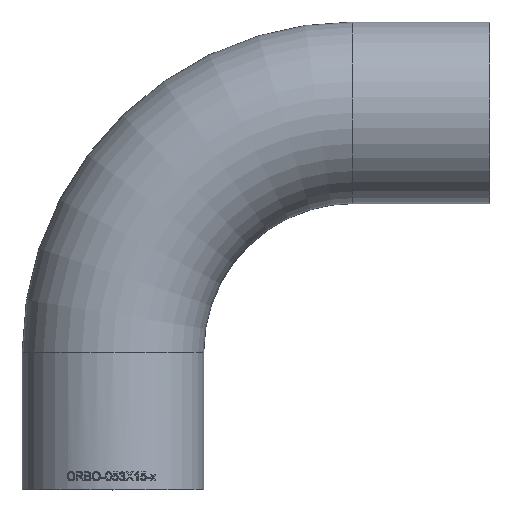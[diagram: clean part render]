
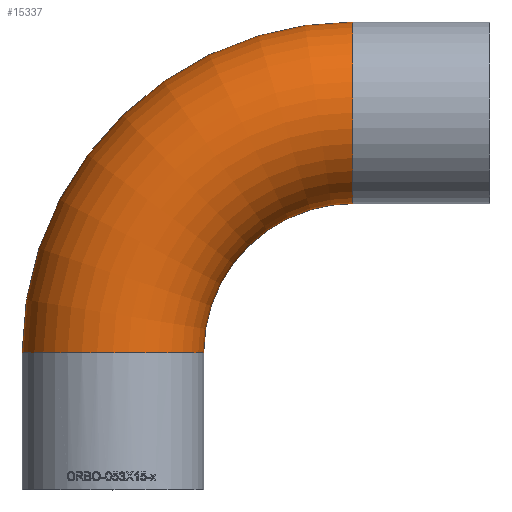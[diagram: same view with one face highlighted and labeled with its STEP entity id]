
A CAD part, top view. The second image highlights one B-rep face of the part: STEP entity #15337.
In plain terms, the highlighted toroidal (fillet/blend) face has major radius 70 mm and minor radius 26.5 mm.
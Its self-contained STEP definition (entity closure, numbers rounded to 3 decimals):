
#604 = DIRECTION ( 'NONE',  ( -1., 0., 0. ) ) ;
#689 = CARTESIAN_POINT ( 'NONE',  ( -70., 40., 0. ) ) ;
#854 = EDGE_LOOP ( 'NONE', ( #6396 ) ) ;
#3660 = FACE_OUTER_BOUND ( 'NONE', #854, .T. ) ;
#3845 = AXIS2_PLACEMENT_3D ( 'NONE', #689, #13461, #19788 ) ;
#4124 = EDGE_CURVE ( 'NONE', #15109, #15109, #8392, .T. ) ;
#4226 = FACE_OUTER_BOUND ( 'NONE', #15905, .T. ) ;
#4372 = DIRECTION ( 'NONE',  ( 0., 0., 1. ) ) ;
#6396 = ORIENTED_EDGE ( 'NONE', *, *, #12501, .T. ) ;
#8392 = CIRCLE ( 'NONE', #16357, 26.5 ) ;
#8994 = CARTESIAN_POINT ( 'NONE',  ( 0., 110., 0. ) ) ;
#9949 = VERTEX_POINT ( 'NONE', #10346 ) ;
#10069 = DIRECTION ( 'NONE',  ( 0., 0., -1. ) ) ;
#10346 = CARTESIAN_POINT ( 'NONE',  ( -70., 40., 26.5 ) ) ;
#10930 = AXIS2_PLACEMENT_3D ( 'NONE', #11129, #10069, #604 ) ;
#11129 = CARTESIAN_POINT ( 'NONE',  ( 0., 40., 0. ) ) ;
#11223 = CIRCLE ( 'NONE', #3845, 26.5 ) ;
#12014 = DIRECTION ( 'NONE',  ( 1., 0., 0. ) ) ;
#12501 = EDGE_CURVE ( 'NONE', #9949, #9949, #11223, .T. ) ;
#13461 = DIRECTION ( 'NONE',  ( 0., 1., 0. ) ) ;
#14898 = TOROIDAL_SURFACE ( 'NONE', #10930, 70., 26.5 ) ;
#15109 = VERTEX_POINT ( 'NONE', #18235 ) ;
#15337 = ADVANCED_FACE ( 'NONE', ( #4226, #3660 ), #14898, .T. ) ;
#15905 = EDGE_LOOP ( 'NONE', ( #19493 ) ) ;
#16357 = AXIS2_PLACEMENT_3D ( 'NONE', #8994, #12014, #4372 ) ;
#18235 = CARTESIAN_POINT ( 'NONE',  ( 0., 110., 26.5 ) ) ;
#19493 = ORIENTED_EDGE ( 'NONE', *, *, #4124, .F. ) ;
#19788 = DIRECTION ( 'NONE',  ( 0., 0., 1. ) ) ;
